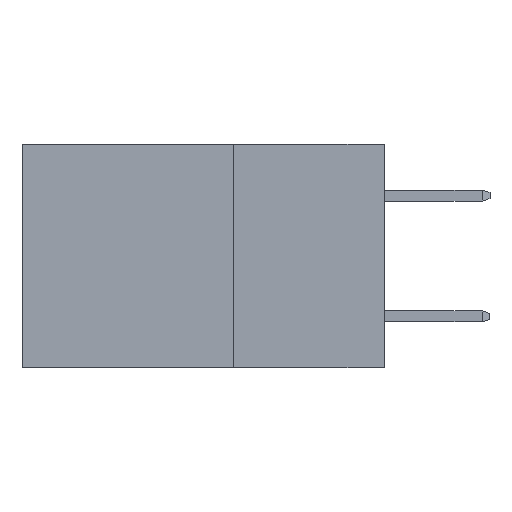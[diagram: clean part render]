
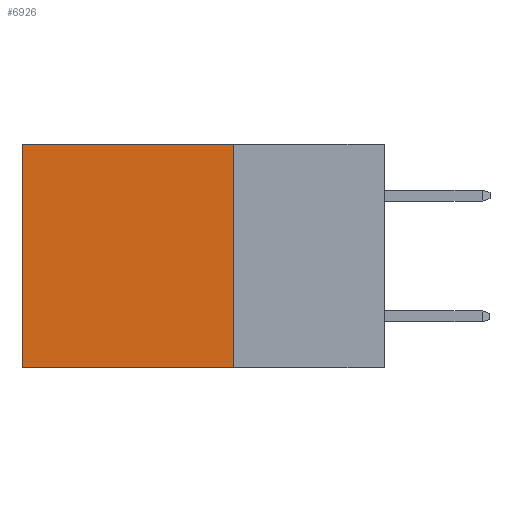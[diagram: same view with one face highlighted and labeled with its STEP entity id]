
A CAD part, left-side view. The second image highlights one B-rep face of the part: STEP entity #6926.
In plain terms, the highlighted planar face has unit normal (-1, 0, 0).
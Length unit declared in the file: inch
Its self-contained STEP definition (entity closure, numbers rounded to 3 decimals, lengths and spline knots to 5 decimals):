
#19 = CARTESIAN_POINT ( 'NONE',  ( 0.298, 0.25, 0. ) ) ;
#493 = LINE ( 'NONE', #10513, #8005 ) ;
#990 = EDGE_CURVE ( 'NONE', #18014, #7648, #8695, .T. ) ;
#1124 = LINE ( 'NONE', #16846, #12824 ) ;
#1192 = EDGE_CURVE ( 'NONE', #18014, #14388, #493, .T. ) ;
#1201 = VECTOR ( 'NONE', #7796, 39.37008 ) ;
#1789 = DIRECTION ( 'NONE',  ( 1., 0., 0. ) ) ;
#2338 = VECTOR ( 'NONE', #3828, 39.37008 ) ;
#2382 = EDGE_CURVE ( 'NONE', #14388, #5768, #1124, .T. ) ;
#3041 = DIRECTION ( 'NONE',  ( 0., 0., -1. ) ) ;
#3828 = DIRECTION ( 'NONE',  ( 0., 1., 0. ) ) ;
#4717 = ORIENTED_EDGE ( 'NONE', *, *, #990, .F. ) ;
#4764 = FACE_OUTER_BOUND ( 'NONE', #5566, .T. ) ;
#5480 = ORIENTED_EDGE ( 'NONE', *, *, #18948, .F. ) ;
#5566 = EDGE_LOOP ( 'NONE', ( #14974, #5480, #4717, #8861 ) ) ;
#5768 = VERTEX_POINT ( 'NONE', #7932 ) ;
#6289 = CARTESIAN_POINT ( 'NONE',  ( 0.298, 0.25, 0. ) ) ;
#6926 = ADVANCED_FACE ( 'NONE', ( #4764 ), #17980, .F. ) ;
#7384 = CARTESIAN_POINT ( 'NONE',  ( 0.298, 0.6, 0. ) ) ;
#7648 = VERTEX_POINT ( 'NONE', #7814 ) ;
#7796 = DIRECTION ( 'NONE',  ( 0., 0., -1. ) ) ;
#7814 = CARTESIAN_POINT ( 'NONE',  ( 0.298, 0.25, -0.37 ) ) ;
#7932 = CARTESIAN_POINT ( 'NONE',  ( 0.298, 0.6, -0.37 ) ) ;
#8005 = VECTOR ( 'NONE', #10462, 39.37008 ) ;
#8695 = LINE ( 'NONE', #19, #1201 ) ;
#8861 = ORIENTED_EDGE ( 'NONE', *, *, #1192, .T. ) ;
#10318 = LINE ( 'NONE', #14199, #2338 ) ;
#10462 = DIRECTION ( 'NONE',  ( 0., 1., 0. ) ) ;
#10513 = CARTESIAN_POINT ( 'NONE',  ( 0.298, 0.25, 0. ) ) ;
#12130 = CARTESIAN_POINT ( 'NONE',  ( 0.298, 0.25, 0. ) ) ;
#12247 = DIRECTION ( 'NONE',  ( 0., 0., -1. ) ) ;
#12824 = VECTOR ( 'NONE', #3041, 39.37008 ) ;
#13202 = AXIS2_PLACEMENT_3D ( 'NONE', #6289, #1789, #12247 ) ;
#14199 = CARTESIAN_POINT ( 'NONE',  ( 0.298, 0.25, -0.37 ) ) ;
#14388 = VERTEX_POINT ( 'NONE', #7384 ) ;
#14974 = ORIENTED_EDGE ( 'NONE', *, *, #2382, .T. ) ;
#16846 = CARTESIAN_POINT ( 'NONE',  ( 0.298, 0.6, 0. ) ) ;
#17980 = PLANE ( 'NONE',  #13202 ) ;
#18014 = VERTEX_POINT ( 'NONE', #12130 ) ;
#18948 = EDGE_CURVE ( 'NONE', #7648, #5768, #10318, .T. ) ;
